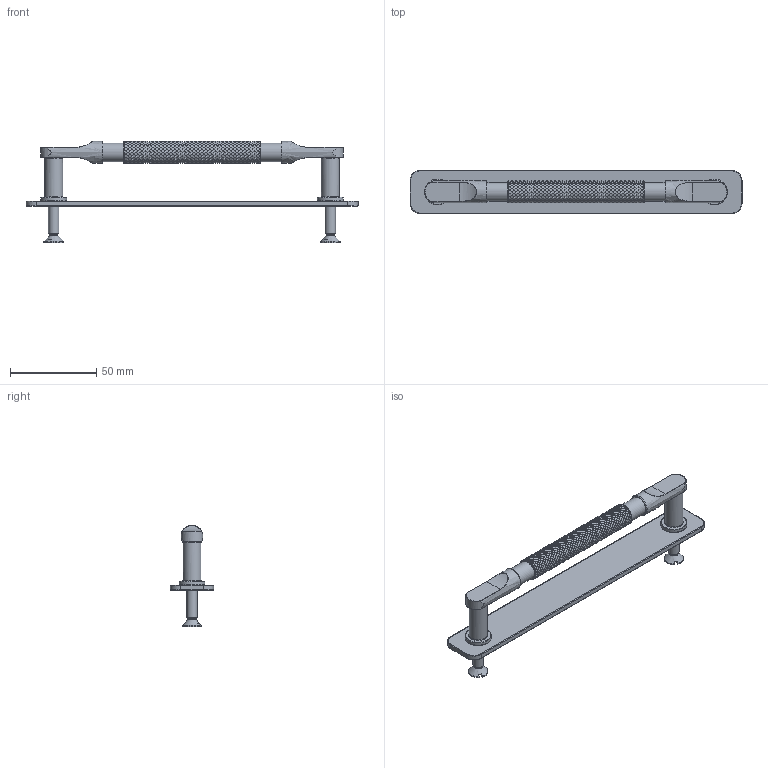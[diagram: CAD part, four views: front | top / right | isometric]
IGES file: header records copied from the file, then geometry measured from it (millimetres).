
Global section: file name: PK8256-B; native system: Autodesk Inventor 2024; preprocessor: unknown; author: adaniels; date: 20250715.151711; units: millimetre
Bounding box: 192 x 25 x 58.45 mm (x, y, z)
Volume: 38272.7 mm3; surface area: 23084 mm2
Topology: 6 solids, 6 shells, 7260 faces, 14710 edges, 7471 vertices
Faces by surface type: bspline 7260
